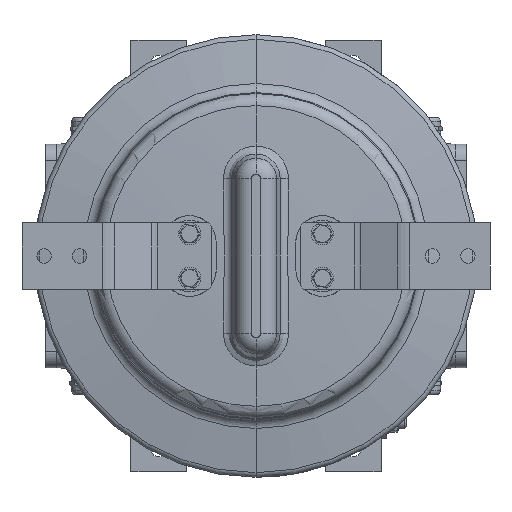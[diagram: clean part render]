
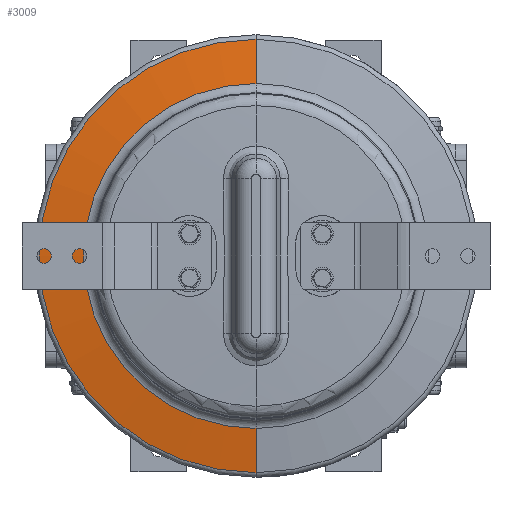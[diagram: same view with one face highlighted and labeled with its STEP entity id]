
A CAD part, front view. The second image highlights one B-rep face of the part: STEP entity #3009.
In plain terms, the highlighted conical face has half-angle 81 degrees and reference radius 175.829 mm.
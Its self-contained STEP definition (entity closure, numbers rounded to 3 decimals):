
#3009=ADVANCED_FACE('',(#11826),#11828,.T.);
#11826=FACE_BOUND('',#11827,.T.);
#11827=EDGE_LOOP('',(#19336,#19337,#19338,#19339));
#11828=CONICAL_SURFACE('',#11829,175.829,1.414);
#11829=AXIS2_PLACEMENT_3D('',#11830,#11831,#11832);
#11830=CARTESIAN_POINT('',(0.,-250.701,0.));
#11831=DIRECTION('',(0.,1.,0.));
#11832=DIRECTION('',(0.,0.,1.));
#19336=ORIENTED_EDGE('',*,*,#23438,.T.);
#19337=ORIENTED_EDGE('',*,*,#23431,.F.);
#19338=ORIENTED_EDGE('',*,*,#23439,.T.);
#19339=ORIENTED_EDGE('',*,*,#23440,.T.);
#23431=EDGE_CURVE('',#25594,#25592,#25596,.T.);
#23438=EDGE_CURVE('',#25605,#25592,#25606,.F.);
#23439=EDGE_CURVE('',#25594,#25607,#25608,.T.);
#23440=EDGE_CURVE('',#25607,#25605,#25609,.T.);
#25592=VERTEX_POINT('',#30146);
#25594=VERTEX_POINT('',#30151);
#25596=CIRCLE('',#30156,155.876);
#25605=VERTEX_POINT('',#30185);
#25606=LINE('',#30186,#30187);
#25607=VERTEX_POINT('',#30189);
#25608=LINE('',#30190,#30191);
#25609=CIRCLE('',#30193,195.782);
#30146=CARTESIAN_POINT('',(0.,-253.861,-155.876));
#30151=CARTESIAN_POINT('',(0.,-253.861,155.876));
#30156=AXIS2_PLACEMENT_3D('',#30157,#30158,#30159);
#30157=CARTESIAN_POINT('',(0.,-253.861,0.));
#30158=DIRECTION('',(0.,-1.,0.));
#30159=DIRECTION('',(0.,0.,1.));
#30185=CARTESIAN_POINT('',(0.,-247.541,-195.782));
#30186=CARTESIAN_POINT('',(0.,-253.861,-155.876));
#30187=VECTOR('',#30188,1.);
#30188=DIRECTION('',(0.,0.156,-0.988));
#30189=CARTESIAN_POINT('',(0.,-247.541,195.782));
#30190=CARTESIAN_POINT('',(0.,-253.861,155.876));
#30191=VECTOR('',#30192,1.);
#30192=DIRECTION('',(0.,0.156,0.988));
#30193=AXIS2_PLACEMENT_3D('',#30194,#30195,#30196);
#30194=CARTESIAN_POINT('',(0.,-247.541,0.));
#30195=DIRECTION('',(0.,-1.,0.));
#30196=DIRECTION('',(0.,0.,1.));
